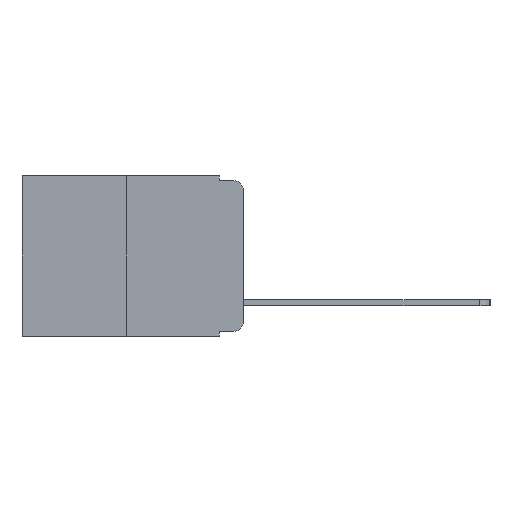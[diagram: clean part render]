
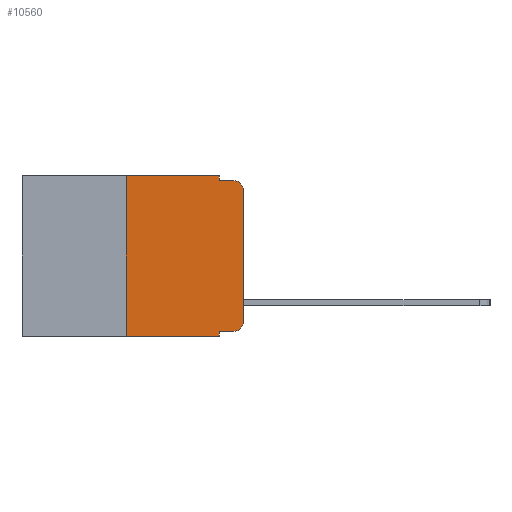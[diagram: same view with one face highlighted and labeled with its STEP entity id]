
A CAD part, left-side view. The second image highlights one B-rep face of the part: STEP entity #10560.
In plain terms, the highlighted planar face has unit normal (-1, 0, 0).
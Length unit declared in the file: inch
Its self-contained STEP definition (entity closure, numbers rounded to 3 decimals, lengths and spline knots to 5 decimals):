
#30 = CARTESIAN_POINT ( 'NONE',  ( 0., 0.25, -0.343 ) ) ;
#432 = LINE ( 'NONE', #5435, #9657 ) ;
#504 = CARTESIAN_POINT ( 'NONE',  ( 0., 0.051, -0.333 ) ) ;
#574 = PLANE ( 'NONE',  #3633 ) ;
#780 = DIRECTION ( 'NONE',  ( -1., 0., 0. ) ) ;
#922 = CARTESIAN_POINT ( 'NONE',  ( 0., 0., 0. ) ) ;
#1350 = CARTESIAN_POINT ( 'NONE',  ( 0., 0.051, -0.333 ) ) ;
#1411 = LINE ( 'NONE', #922, #4070 ) ;
#1453 = EDGE_CURVE ( 'NONE', #2764, #9467, #1461, .T. ) ;
#1461 = LINE ( 'NONE', #7420, #14021 ) ;
#1777 = CARTESIAN_POINT ( 'NONE',  ( 0., 0.02, -0.01 ) ) ;
#1957 = ORIENTED_EDGE ( 'NONE', *, *, #2761, .T. ) ;
#2089 = CARTESIAN_POINT ( 'NONE',  ( 0., 0.051, 0. ) ) ;
#2439 = LINE ( 'NONE', #10160, #2826 ) ;
#2499 = VERTEX_POINT ( 'NONE', #3942 ) ;
#2581 = VECTOR ( 'NONE', #12083, 39.37008 ) ;
#2761 = EDGE_CURVE ( 'NONE', #2499, #9413, #1411, .T. ) ;
#2764 = VERTEX_POINT ( 'NONE', #11737 ) ;
#2826 = VECTOR ( 'NONE', #10141, 39.37008 ) ;
#2975 = ORIENTED_EDGE ( 'NONE', *, *, #6161, .T. ) ;
#3199 = DIRECTION ( 'NONE',  ( 0., 0., -1. ) ) ;
#3220 = EDGE_CURVE ( 'NONE', #4137, #2764, #2439, .T. ) ;
#3385 = DIRECTION ( 'NONE',  ( 0., -1., 0. ) ) ;
#3587 = DIRECTION ( 'NONE',  ( 0., 0., -1. ) ) ;
#3610 = CARTESIAN_POINT ( 'NONE',  ( 0., 0.02, -0.313 ) ) ;
#3633 = AXIS2_PLACEMENT_3D ( 'NONE', #9353, #10596, #3199 ) ;
#3940 = EDGE_CURVE ( 'NONE', #13697, #4137, #6925, .T. ) ;
#3942 = CARTESIAN_POINT ( 'NONE',  ( 0., 0., -0.313 ) ) ;
#3992 = ORIENTED_EDGE ( 'NONE', *, *, #1453, .F. ) ;
#4070 = VECTOR ( 'NONE', #11539, 39.37008 ) ;
#4117 = VECTOR ( 'NONE', #3385, 39.37008 ) ;
#4137 = VERTEX_POINT ( 'NONE', #4598 ) ;
#4237 = ORIENTED_EDGE ( 'NONE', *, *, #3220, .F. ) ;
#4363 = DIRECTION ( 'NONE',  ( 0., 0., -1. ) ) ;
#4598 = CARTESIAN_POINT ( 'NONE',  ( 0., 0.051, 0. ) ) ;
#4619 = EDGE_CURVE ( 'NONE', #6803, #13391, #5949, .T. ) ;
#4642 = AXIS2_PLACEMENT_3D ( 'NONE', #12147, #4949, #4363 ) ;
#4949 = DIRECTION ( 'NONE',  ( -1., 0., 0. ) ) ;
#5246 = ORIENTED_EDGE ( 'NONE', *, *, #3940, .F. ) ;
#5435 = CARTESIAN_POINT ( 'NONE',  ( 0., 0.25, 0. ) ) ;
#5912 = ORIENTED_EDGE ( 'NONE', *, *, #12689, .F. ) ;
#5949 = LINE ( 'NONE', #2089, #2581 ) ;
#6011 = ORIENTED_EDGE ( 'NONE', *, *, #10119, .T. ) ;
#6038 = EDGE_LOOP ( 'NONE', ( #1957, #2975, #3992, #4237, #5246, #5912, #6011, #14281, #10422, #13329 ) ) ;
#6161 = EDGE_CURVE ( 'NONE', #9413, #9467, #14140, .T. ) ;
#6678 = DIRECTION ( 'NONE',  ( 0., 0., 1. ) ) ;
#6757 = CARTESIAN_POINT ( 'NONE',  ( 0., 0., -0.03 ) ) ;
#6803 = VERTEX_POINT ( 'NONE', #1350 ) ;
#6925 = LINE ( 'NONE', #13834, #12874 ) ;
#7420 = CARTESIAN_POINT ( 'NONE',  ( 0., 0.051, -0.01 ) ) ;
#8349 = AXIS2_PLACEMENT_3D ( 'NONE', #3610, #780, #3587 ) ;
#8721 = EDGE_CURVE ( 'NONE', #10070, #2499, #14754, .T. ) ;
#8909 = LINE ( 'NONE', #504, #15386 ) ;
#9282 = DIRECTION ( 'NONE',  ( 0., -1., 0. ) ) ;
#9353 = CARTESIAN_POINT ( 'NONE',  ( 0., 0.473, 0. ) ) ;
#9413 = VERTEX_POINT ( 'NONE', #6757 ) ;
#9421 = CARTESIAN_POINT ( 'NONE',  ( 0., 0.02, -0.333 ) ) ;
#9455 = EDGE_CURVE ( 'NONE', #6803, #10070, #8909, .T. ) ;
#9467 = VERTEX_POINT ( 'NONE', #1777 ) ;
#9657 = VECTOR ( 'NONE', #6678, 39.37008 ) ;
#10070 = VERTEX_POINT ( 'NONE', #9421 ) ;
#10119 = EDGE_CURVE ( 'NONE', #13827, #13391, #13680, .T. ) ;
#10141 = DIRECTION ( 'NONE',  ( 0., 0., -1. ) ) ;
#10160 = CARTESIAN_POINT ( 'NONE',  ( 0., 0.051, 0. ) ) ;
#10240 = FACE_OUTER_BOUND ( 'NONE', #6038, .T. ) ;
#10422 = ORIENTED_EDGE ( 'NONE', *, *, #9455, .T. ) ;
#10560 = ADVANCED_FACE ( 'NONE', ( #10240 ), #574, .F. ) ;
#10596 = DIRECTION ( 'NONE',  ( 1., 0., 0. ) ) ;
#11215 = DIRECTION ( 'NONE',  ( 0., -1., 0. ) ) ;
#11539 = DIRECTION ( 'NONE',  ( 0., 0., 1. ) ) ;
#11737 = CARTESIAN_POINT ( 'NONE',  ( 0., 0.051, -0.01 ) ) ;
#12083 = DIRECTION ( 'NONE',  ( 0., 0., -1. ) ) ;
#12147 = CARTESIAN_POINT ( 'NONE',  ( 0., 0.02, -0.03 ) ) ;
#12689 = EDGE_CURVE ( 'NONE', #13827, #13697, #432, .T. ) ;
#12874 = VECTOR ( 'NONE', #13716, 39.37008 ) ;
#13062 = CARTESIAN_POINT ( 'NONE',  ( 0., 0.473, -0.343 ) ) ;
#13329 = ORIENTED_EDGE ( 'NONE', *, *, #8721, .T. ) ;
#13391 = VERTEX_POINT ( 'NONE', #15170 ) ;
#13680 = LINE ( 'NONE', #13062, #4117 ) ;
#13697 = VERTEX_POINT ( 'NONE', #15552 ) ;
#13716 = DIRECTION ( 'NONE',  ( 0., -1., 0. ) ) ;
#13827 = VERTEX_POINT ( 'NONE', #30 ) ;
#13834 = CARTESIAN_POINT ( 'NONE',  ( 0., 0.473, 0. ) ) ;
#14021 = VECTOR ( 'NONE', #11215, 39.37008 ) ;
#14140 = CIRCLE ( 'NONE', #4642, 0.02 ) ;
#14281 = ORIENTED_EDGE ( 'NONE', *, *, #4619, .F. ) ;
#14754 = CIRCLE ( 'NONE', #8349, 0.02 ) ;
#15170 = CARTESIAN_POINT ( 'NONE',  ( 0., 0.051, -0.343 ) ) ;
#15386 = VECTOR ( 'NONE', #9282, 39.37008 ) ;
#15552 = CARTESIAN_POINT ( 'NONE',  ( 0., 0.25, 0. ) ) ;
